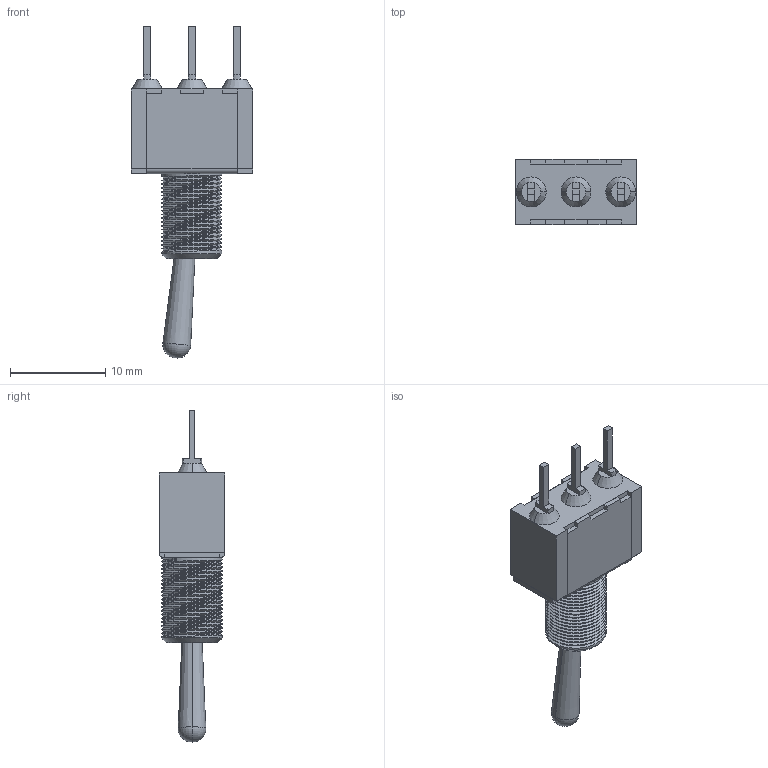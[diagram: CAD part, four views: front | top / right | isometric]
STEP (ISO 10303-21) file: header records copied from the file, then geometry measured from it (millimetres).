
FILE_DESCRIPTION (( 'STEP AP214' ), '1' );
FILE_NAME ('100SP1T1B1M2QEH.STEP', '2021-07-14T11:24:06', ( '' ), ( '' ), 'SwSTEP 2.0', 'SolidWorks 2018', '' );
FILE_SCHEMA (( 'AUTOMOTIVE_DESIGN' ));
Length unit declared in the file: inch
Products named in the file (1): 100SP1T1B1M2QEH
Bounding box: 12.7 x 6.86 x 34.81 mm (x, y, z)
Volume: 1088.7 mm3; surface area: 1491.8 mm2
Topology: 5 solids, 5 shells, 197 faces, 533 edges, 345 vertices
Faces by surface type: plane 87, bspline 64, cylinder 32, cone 12, torus 2
Entity records: 41289 total; most frequent: CARTESIAN_POINT 34491, ORIENTED_EDGE 1062, DIRECTION 629, EDGE_CURVE 531, VERTEX_POINT 345, VECTOR 253, LINE 253, UNCERTAINTY_MEASURE_WITH_UNIT 204
